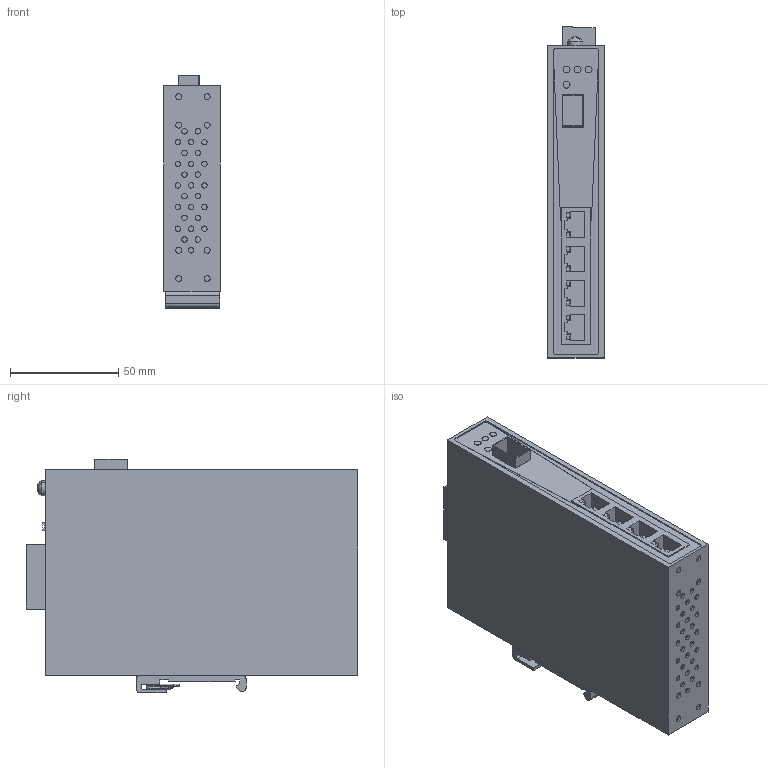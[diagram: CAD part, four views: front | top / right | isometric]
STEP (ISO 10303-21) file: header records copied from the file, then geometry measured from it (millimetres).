
FILE_DESCRIPTION(('CATIA V5 STEP Exchange','CAx-IF Rec.Pracs.--- Model Styling and Organization---1.4--- 2014-01-23'),'2;1');
FILE_NAME ('D1470560_1', '2021-11-12T09:49:41+00:00', ('none'), ('Weidmueller'), 'CATIA Version 5-6 Release 2016 SP3 HF44', 'CATIA V5 STEP AP214', 'none');
FILE_SCHEMA(('AUTOMOTIVE_DESIGN { 1 0 10303 214 1 1 1 1 }'));
Length unit declared in the file: millimetre
Products named in the file (1): S3D_IE_SW_EL05_4GT_1GESFP
Bounding box: 26.1 x 153.35 x 108.1 mm (x, y, z)
Volume: 354999.5 mm3; surface area: 64490.7 mm2
Topology: 28 solids, 28 shells, 689 faces, 1572 edges, 1033 vertices
Faces by surface type: plane 470, cylinder 183, torus 20, extrusion 14, sphere 2
Entity records: 19555 total; most frequent: CARTESIAN_POINT 3985, ORIENTED_EDGE 3144, DIRECTION 2553, EDGE_CURVE 1572, VECTOR 1096, LINE 1082, VERTEX_POINT 1033, AXIS2_PLACEMENT_3D 918
